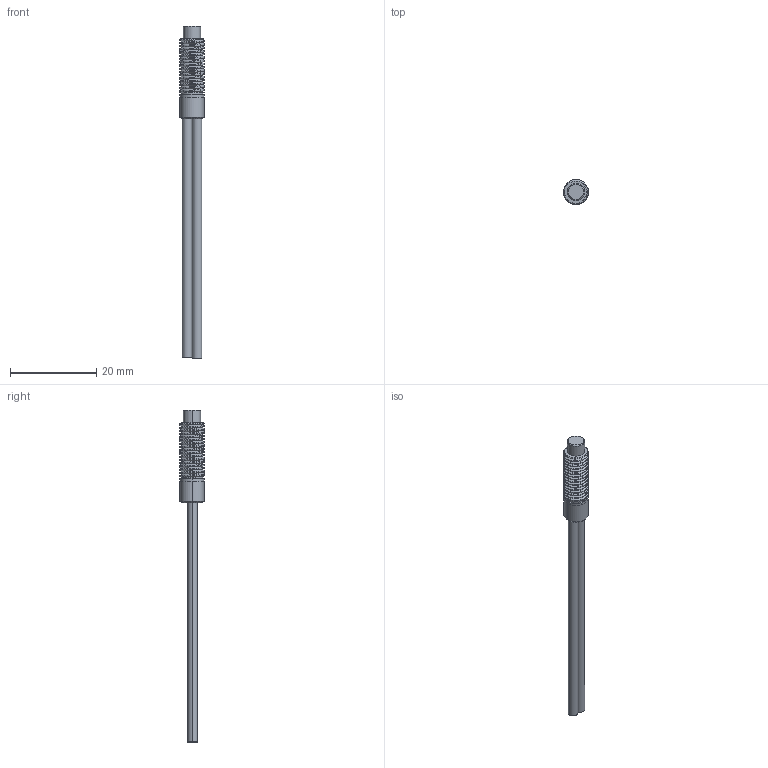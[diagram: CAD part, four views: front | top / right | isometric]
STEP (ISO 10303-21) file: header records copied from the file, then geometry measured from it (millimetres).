
FILE_DESCRIPTION((''),'2;1');
FILE_NAME('RM6-2_ANY_ASM','2020-11-13T',('Gavin'),(''),'PRO/ENGINEER BY PARAMETRIC TECHNOLOGY CORPORATION, 2009440','PRO/ENGINEER BY PARAMETRIC TECHNOLOGY CORPORATION, 2009440','');
FILE_SCHEMA(('CONFIG_CONTROL_DESIGN'));
Length unit declared in the file: millimetre
Products named in the file (4): LINE22_ANY; M6-COVER_ANY; M6-HEAD_ANY; RM6-2_ANY_ASM
Assembly tree (4 placements, depth 2):
  RM6-2_ANY_ASM
    LINE22_ANY  x2
    M6-COVER_ANY
    M6-HEAD_ANY
Bounding box: 5.8 x 5.8 x 77.13 mm (x, y, z)
Volume: 881.3 mm3; surface area: 1520.5 mm2
Topology: 4 solids, 4 shells, 89 faces, 221 edges, 144 vertices
Faces by surface type: cylinder 56, plane 14, bspline 12, cone 7
Entity records: 14635 total; most frequent: CARTESIAN_POINT 12648, ORIENTED_EDGE 430, DIRECTION 330, EDGE_CURVE 215, VERTEX_POINT 140, AXIS2_PLACEMENT_3D 129, B_SPLINE_CURVE_WITH_KNOTS 95, EDGE_LOOP 93
